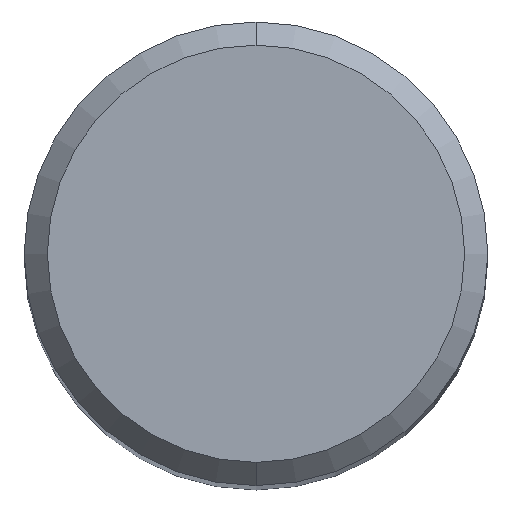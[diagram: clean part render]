
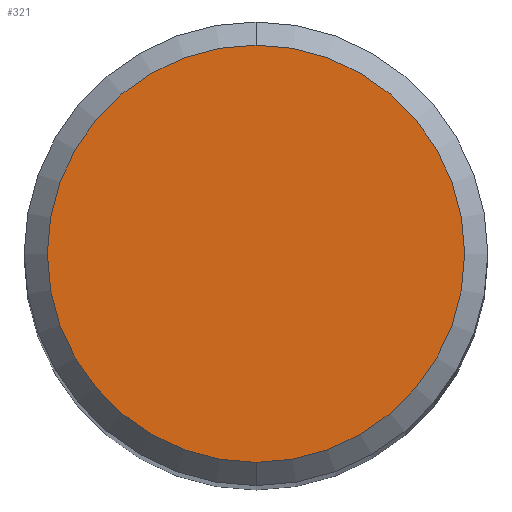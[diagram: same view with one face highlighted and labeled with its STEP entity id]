
A CAD part, top view. The second image highlights one B-rep face of the part: STEP entity #321.
In plain terms, the highlighted planar face has unit normal (0, 0, 1).
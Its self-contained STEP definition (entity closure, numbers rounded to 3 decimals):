
#313=VERTEX_POINT('',#637);
#321=ADVANCED_FACE('',(#645),#646,.T.);
#391=EDGE_CURVE('',#313,#399,#722,.T.);
#399=VERTEX_POINT('',#731);
#401=EDGE_CURVE('',#399,#313,#733,.T.);
#637=CARTESIAN_POINT('',(0.0,4.5,0.0));
#645=FACE_OUTER_BOUND('',#1155,.T.);
#646=PLANE('',#1156);
#722=CIRCLE('',#1315,4.5);
#731=CARTESIAN_POINT('',(0.,-4.5,0.0));
#733=CIRCLE('',#1343,4.5);
#1155=EDGE_LOOP('',(#1683,#1684));
#1156=AXIS2_PLACEMENT_3D('',#1685,#1686,#1687);
#1315=AXIS2_PLACEMENT_3D('',#1766,#1767,#1768);
#1343=AXIS2_PLACEMENT_3D('',#1777,#1778,#1779);
#1683=ORIENTED_EDGE('',*,*,#391,.F.);
#1684=ORIENTED_EDGE('',*,*,#401,.F.);
#1685=CARTESIAN_POINT('',(0.0,2.25,0.0));
#1686=DIRECTION('',(-0.0,0.0,1.0));
#1687=DIRECTION('',(0.0,-1.0,0.0));
#1766=CARTESIAN_POINT('',(0.0,0.0,0.0));
#1767=DIRECTION('',(0.0,0.0,-1.0));
#1768=DIRECTION('',(0.0,1.0,0.0));
#1777=CARTESIAN_POINT('',(0.0,0.0,0.0));
#1778=DIRECTION('',(0.0,0.0,-1.0));
#1779=DIRECTION('',(0.0,1.0,0.0));
